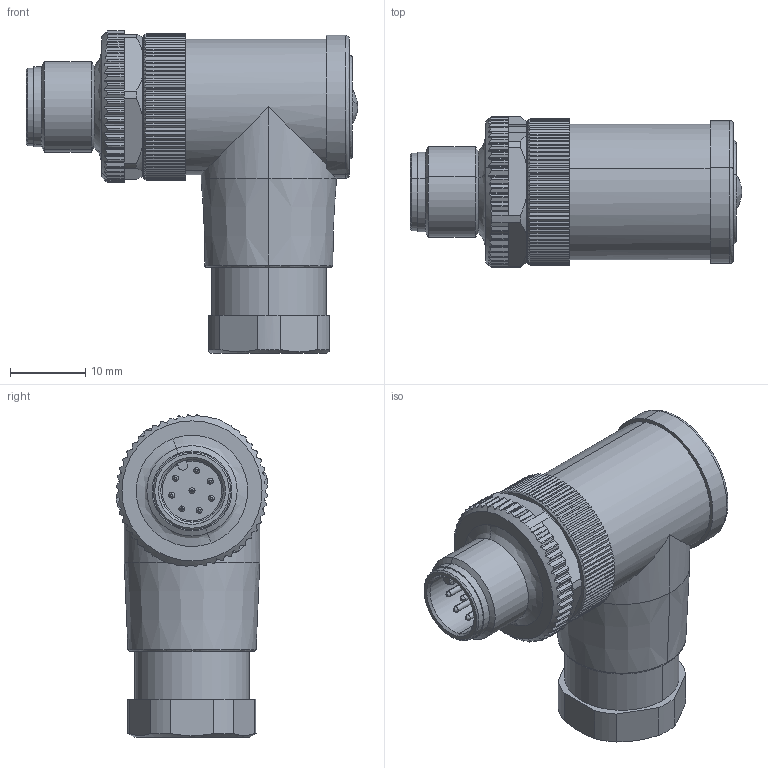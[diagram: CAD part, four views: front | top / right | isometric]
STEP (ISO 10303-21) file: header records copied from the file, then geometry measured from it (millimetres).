
FILE_DESCRIPTION (( 'STEP AP214' ), '1' );
FILE_NAME ('7000-17311-0000000.step', '2020-08-17T12:38:39', ( '' ), ( '' ), 'SwSTEP 2.0', 'SolidWorks 2019', '' );
FILE_SCHEMA (( 'AUTOMOTIVE_DESIGN' ));
Length unit declared in the file: inch
Products named in the file (1): 7000-17311-0000000
Bounding box: 44 x 20.17 x 42.79 mm (x, y, z)
Volume: 15069.2 mm3; surface area: 5035.8 mm2
Topology: 1 solids, 1 shells, 671 faces, 1911 edges, 1258 vertices
Faces by surface type: plane 355, cylinder 266, bspline 26, cone 24
Entity records: 23046 total; most frequent: CARTESIAN_POINT 6071, ORIENTED_EDGE 3818, DIRECTION 3250, EDGE_CURVE 1909, VERTEX_POINT 1258, AXIS2_PLACEMENT_3D 1149, LINE 952, VECTOR 952
